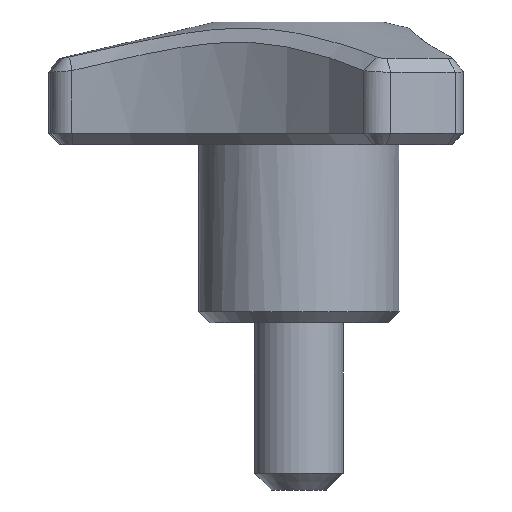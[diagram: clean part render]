
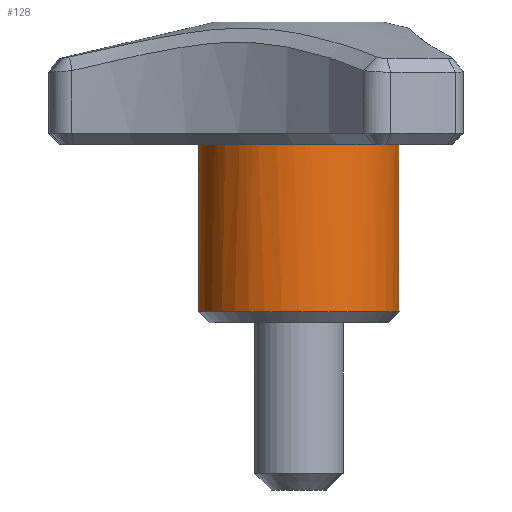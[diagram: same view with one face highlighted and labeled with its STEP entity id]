
A CAD part, left-side view. The second image highlights one B-rep face of the part: STEP entity #128.
In plain terms, the highlighted cylindrical face has radius 9 mm (diameter 18 mm), a full revolution.
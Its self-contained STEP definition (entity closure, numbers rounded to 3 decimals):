
#128 = ADVANCED_FACE( '', ( #290, #291 ), #292, .T. );
#290 = FACE_OUTER_BOUND( '', #515, .T. );
#291 = FACE_OUTER_BOUND( '', #516, .T. );
#292 = CYLINDRICAL_SURFACE( '', #517, 9. );
#515 = EDGE_LOOP( '', ( #889 ) );
#516 = EDGE_LOOP( '', ( #890, #891, #892, #893, #894, #895, #896, #897, #898, #899, #900, #901 ) );
#517 = AXIS2_PLACEMENT_3D( '', #902, #903, #904 );
#889 = ORIENTED_EDGE( '', *, *, #1249, .T. );
#890 = ORIENTED_EDGE( '', *, *, #1292, .F. );
#891 = ORIENTED_EDGE( '', *, *, #1293, .F. );
#892 = ORIENTED_EDGE( '', *, *, #1294, .T. );
#893 = ORIENTED_EDGE( '', *, *, #1237, .T. );
#894 = ORIENTED_EDGE( '', *, *, #1295, .F. );
#895 = ORIENTED_EDGE( '', *, *, #1296, .F. );
#896 = ORIENTED_EDGE( '', *, *, #1297, .T. );
#897 = ORIENTED_EDGE( '', *, *, #1271, .T. );
#898 = ORIENTED_EDGE( '', *, *, #1298, .F. );
#899 = ORIENTED_EDGE( '', *, *, #1234, .F. );
#900 = ORIENTED_EDGE( '', *, *, #1299, .T. );
#901 = ORIENTED_EDGE( '', *, *, #1266, .T. );
#902 = CARTESIAN_POINT( '', ( 0., 0., 57.15 ) );
#903 = DIRECTION( '', ( 0., 0., -1. ) );
#904 = DIRECTION( '', ( 1., 0., 0. ) );
#1234 = EDGE_CURVE( '', #1454, #1450, #1456, .T. );
#1237 = EDGE_CURVE( '', #1461, #1458, #1462, .T. );
#1249 = EDGE_CURVE( '', #1478, #1478, #1479, .T. );
#1266 = EDGE_CURVE( '', #1503, #1500, #1504, .T. );
#1271 = EDGE_CURVE( '', #1512, #1509, #1513, .T. );
#1292 = EDGE_CURVE( '', #1544, #1500, #1545, .T. );
#1293 = EDGE_CURVE( '', #1546, #1544, #1547, .T. );
#1294 = EDGE_CURVE( '', #1546, #1461, #1548, .T. );
#1295 = EDGE_CURVE( '', #1549, #1458, #1550, .T. );
#1296 = EDGE_CURVE( '', #1551, #1549, #1552, .T. );
#1297 = EDGE_CURVE( '', #1551, #1512, #1553, .T. );
#1298 = EDGE_CURVE( '', #1450, #1509, #1554, .T. );
#1299 = EDGE_CURVE( '', #1454, #1503, #1555, .T. );
#1450 = VERTEX_POINT( '', #1972 );
#1454 = VERTEX_POINT( '', #1977 );
#1456 = LINE( '', #1979, #1980 );
#1458 = VERTEX_POINT( '', #1982 );
#1461 = VERTEX_POINT( '', #1985 );
#1462 = LINE( '', #1986, #1987 );
#1478 = VERTEX_POINT( '', #2052 );
#1479 = CIRCLE( '', #2053, 9. );
#1500 = VERTEX_POINT( '', #2096 );
#1503 = VERTEX_POINT( '', #2099 );
#1504 = LINE( '', #2100, #2101 );
#1509 = VERTEX_POINT( '', #2107 );
#1512 = VERTEX_POINT( '', #2110 );
#1513 = LINE( '', #2111, #2112 );
#1544 = VERTEX_POINT( '', #2195 );
#1545 = CIRCLE( '', #2196, 9. );
#1546 = VERTEX_POINT( '', #2197 );
#1547 = LINE( '', #2198, #2199 );
#1548 = CIRCLE( '', #2200, 9. );
#1549 = VERTEX_POINT( '', #2201 );
#1550 = CIRCLE( '', #2202, 9. );
#1551 = VERTEX_POINT( '', #2203 );
#1552 = LINE( '', #2204, #2205 );
#1553 = CIRCLE( '', #2206, 9. );
#1554 = CIRCLE( '', #2207, 9. );
#1555 = CIRCLE( '', #2208, 9. );
#1972 = CARTESIAN_POINT( '', ( -0.998, -8.944, 16. ) );
#1977 = CARTESIAN_POINT( '', ( -0.998, -8.944, 23. ) );
#1979 = CARTESIAN_POINT( '', ( -0.998, -8.944, 23. ) );
#1980 = VECTOR( '', #2397, 1000. );
#1982 = CARTESIAN_POINT( '', ( 7.247, 5.337, 16. ) );
#1985 = CARTESIAN_POINT( '', ( 7.247, 5.337, 23. ) );
#1986 = CARTESIAN_POINT( '', ( 7.247, 5.337, 23. ) );
#1987 = VECTOR( '', #2401, 1000. );
#2052 = CARTESIAN_POINT( '', ( 9., 0., 1. ) );
#2053 = AXIS2_PLACEMENT_3D( '', #2406, #2407, #2408 );
#2096 = CARTESIAN_POINT( '', ( -8.245, 3.608, 16. ) );
#2099 = CARTESIAN_POINT( '', ( -8.245, 3.608, 23. ) );
#2100 = CARTESIAN_POINT( '', ( -8.245, 3.608, 23. ) );
#2101 = VECTOR( '', #2431, 1000. );
#2107 = CARTESIAN_POINT( '', ( 0.998, -8.944, 16. ) );
#2110 = CARTESIAN_POINT( '', ( 0.998, -8.944, 23. ) );
#2111 = CARTESIAN_POINT( '', ( 0.998, -8.944, 23. ) );
#2112 = VECTOR( '', #2439, 1000. );
#2195 = CARTESIAN_POINT( '', ( -7.247, 5.337, 16. ) );
#2196 = AXIS2_PLACEMENT_3D( '', #2461, #2462, #2463 );
#2197 = CARTESIAN_POINT( '', ( -7.247, 5.337, 23. ) );
#2198 = CARTESIAN_POINT( '', ( -7.247, 5.337, 23. ) );
#2199 = VECTOR( '', #2464, 1000. );
#2200 = AXIS2_PLACEMENT_3D( '', #2465, #2466, #2467 );
#2201 = CARTESIAN_POINT( '', ( 8.245, 3.608, 16. ) );
#2202 = AXIS2_PLACEMENT_3D( '', #2468, #2469, #2470 );
#2203 = CARTESIAN_POINT( '', ( 8.245, 3.608, 23. ) );
#2204 = CARTESIAN_POINT( '', ( 8.245, 3.608, 23. ) );
#2205 = VECTOR( '', #2471, 1000. );
#2206 = AXIS2_PLACEMENT_3D( '', #2472, #2473, #2474 );
#2207 = AXIS2_PLACEMENT_3D( '', #2475, #2476, #2477 );
#2208 = AXIS2_PLACEMENT_3D( '', #2478, #2479, #2480 );
#2397 = DIRECTION( '', ( 0., 0., -1. ) );
#2401 = DIRECTION( '', ( 0., 0., -1. ) );
#2406 = CARTESIAN_POINT( '', ( 0., 0., 1. ) );
#2407 = DIRECTION( '', ( 0., 0., 1. ) );
#2408 = DIRECTION( '', ( 1., 0., 0. ) );
#2431 = DIRECTION( '', ( 0., 0., -1. ) );
#2439 = DIRECTION( '', ( 0., 0., -1. ) );
#2461 = CARTESIAN_POINT( '', ( 0., 0., 16. ) );
#2462 = DIRECTION( '', ( 0., 0., 1. ) );
#2463 = DIRECTION( '', ( 1., 0., 0. ) );
#2464 = DIRECTION( '', ( 0., 0., -1. ) );
#2465 = CARTESIAN_POINT( '', ( 0., 0., 23. ) );
#2466 = DIRECTION( '', ( 0., 0., -1. ) );
#2467 = DIRECTION( '', ( 0., -1., 0. ) );
#2468 = CARTESIAN_POINT( '', ( 0., 0., 16. ) );
#2469 = DIRECTION( '', ( 0., 0., 1. ) );
#2470 = DIRECTION( '', ( 1., 0., 0. ) );
#2471 = DIRECTION( '', ( 0., 0., -1. ) );
#2472 = CARTESIAN_POINT( '', ( 0., 0., 23. ) );
#2473 = DIRECTION( '', ( 0., 0., -1. ) );
#2474 = DIRECTION( '', ( 0., 1., 0. ) );
#2475 = CARTESIAN_POINT( '', ( 0., 0., 16. ) );
#2476 = DIRECTION( '', ( 0., 0., 1. ) );
#2477 = DIRECTION( '', ( 1., 0., 0. ) );
#2478 = CARTESIAN_POINT( '', ( 0., 0., 23. ) );
#2479 = DIRECTION( '', ( 0., 0., -1. ) );
#2480 = DIRECTION( '', ( 0., 1., 0. ) );
